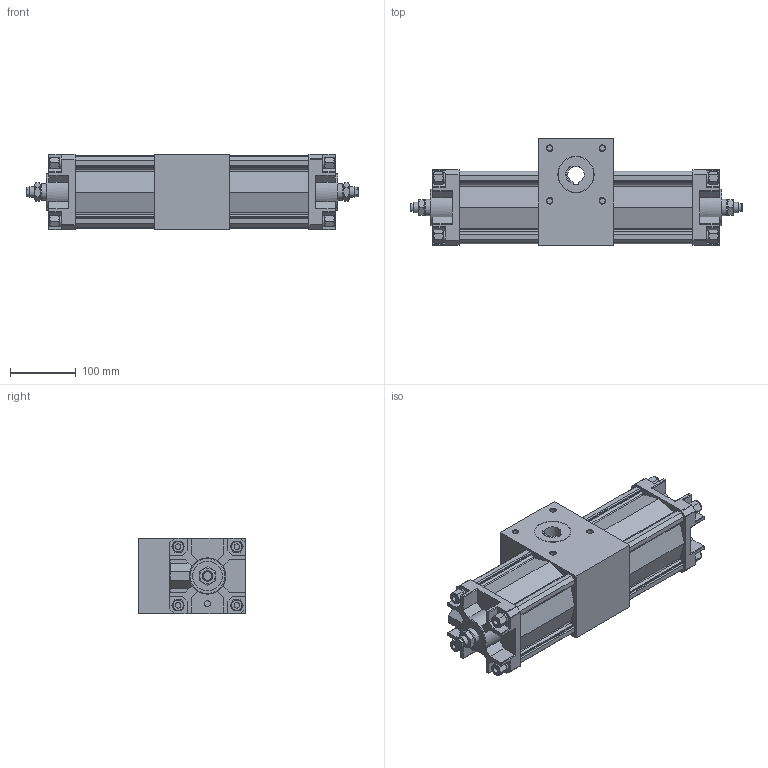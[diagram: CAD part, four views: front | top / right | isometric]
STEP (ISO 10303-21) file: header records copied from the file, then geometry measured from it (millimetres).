
FILE_DESCRIPTION( ( 'STEP AP214' ), '1' );
FILE_NAME( '1330.100.90.01R(0).stp', '2022-06-01T18:51:29', ( 'License CC BY-ND 4.0' ), ( 'CADENAS' ), ' ', 'PARTsolutions', ' ' );
FILE_SCHEMA( ( 'AUTOMOTIVE_DESIGN { 1 0 10303 214 1 1 1 1 }' ) );
Length unit declared in the file: millimetre
Products named in the file (7): 1330.100.90.01R(0); _1330.100.90.01R-VERS F(0); _CR100/4; _CR100R-90; _CR0100/016R; _CIM100/9; _CR100/2(F)
Assembly tree (15 placements, depth 2):
  1330.100.90.01R(0)
    _1330.100.90.01R-VERS F(0)
    _CR100/4
    _CR100R-90  x2
    _CR0100/016R  x2
    _CIM100/9  x8
    _CR100/2(F)
Bounding box: 504.26 x 162 x 115 mm (x, y, z)
Volume: 3586963.1 mm3; surface area: 536930.4 mm2
Topology: 14 solids, 14 shells, 746 faces, 1823 edges, 1193 vertices
Faces by surface type: plane 413, cylinder 237, cone 94, torus 2
Full cylindrical faces by diameter (mm): 5.5 x2, 8.2 x16, 8.376 x28, 9 x2, 9.4 x8, 10 x24, 12 x2, 16 x2, 16.7 x16, 17.2 x8, 18.631 x2, 25 x2, 45 x2, 55 x2, 55.2 x2, 93.9 x2, 100.578 x2
Entity records: 12234 total; most frequent: CARTESIAN_POINT 1885, DIRECTION 1616, ORIENTED_EDGE 1450, EDGE_CURVE 725, AXIS2_PLACEMENT_3D 596, VERTEX_POINT 512, EDGE_LOOP 449, LINE 424
